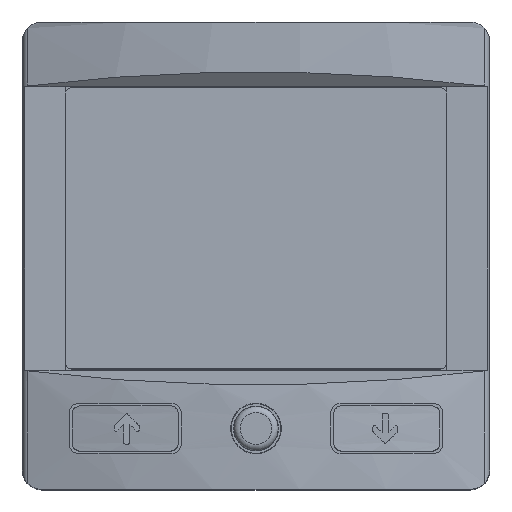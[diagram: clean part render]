
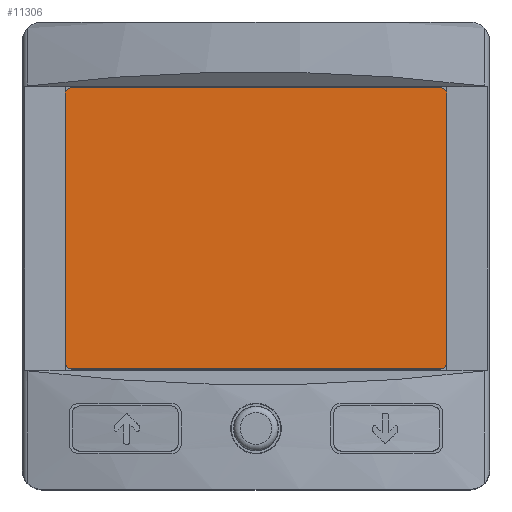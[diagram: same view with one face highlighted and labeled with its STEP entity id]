
A CAD part, top view. The second image highlights one B-rep face of the part: STEP entity #11306.
In plain terms, the highlighted planar face has unit normal (0, 0, 1).
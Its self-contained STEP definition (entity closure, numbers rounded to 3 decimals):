
#129=CIRCLE('',#11816,0.4);
#130=CIRCLE('',#11819,0.4);
#131=CIRCLE('',#11822,0.4);
#132=CIRCLE('',#11825,0.4);
#839=ORIENTED_EDGE('',*,*,#3002,.T.);
#840=ORIENTED_EDGE('',*,*,#3005,.T.);
#841=ORIENTED_EDGE('',*,*,#3007,.T.);
#842=ORIENTED_EDGE('',*,*,#3009,.T.);
#843=ORIENTED_EDGE('',*,*,#3011,.T.);
#844=ORIENTED_EDGE('',*,*,#3013,.T.);
#845=ORIENTED_EDGE('',*,*,#3015,.T.);
#846=ORIENTED_EDGE('',*,*,#3016,.T.);
#3002=EDGE_CURVE('',#4104,#4103,#4834,.T.);
#3005=EDGE_CURVE('',#4103,#4105,#129,.T.);
#3007=EDGE_CURVE('',#4105,#4106,#4838,.T.);
#3009=EDGE_CURVE('',#4106,#4107,#130,.T.);
#3011=EDGE_CURVE('',#4107,#4108,#4841,.T.);
#3013=EDGE_CURVE('',#4108,#4109,#131,.T.);
#3015=EDGE_CURVE('',#4109,#4110,#4844,.T.);
#3016=EDGE_CURVE('',#4110,#4104,#132,.T.);
#4103=VERTEX_POINT('',#15490);
#4104=VERTEX_POINT('',#15492);
#4105=VERTEX_POINT('',#15496);
#4106=VERTEX_POINT('',#15500);
#4107=VERTEX_POINT('',#15504);
#4108=VERTEX_POINT('',#15508);
#4109=VERTEX_POINT('',#15512);
#4110=VERTEX_POINT('',#15516);
#4834=LINE('',#15491,#5849);
#4838=LINE('',#15501,#5853);
#4841=LINE('',#15509,#5856);
#4844=LINE('',#15517,#5859);
#5849=VECTOR('',#12841,1000.);
#5853=VECTOR('',#12851,1000.);
#5856=VECTOR('',#12860,1000.);
#5859=VECTOR('',#12869,1000.);
#6614=EDGE_LOOP('',(#839,#840,#841,#842,#843,#844,#845,#846));
#7157=FACE_BOUND('',#6614,.T.);
#7621=PLANE('',#11826);
#11306=ADVANCED_FACE('',(#7157),#7621,.T.);
#11816=AXIS2_PLACEMENT_3D('',#15497,#12846,#12847);
#11819=AXIS2_PLACEMENT_3D('',#15505,#12855,#12856);
#11822=AXIS2_PLACEMENT_3D('',#15513,#12864,#12865);
#11825=AXIS2_PLACEMENT_3D('',#15519,#12872,#12873);
#11826=AXIS2_PLACEMENT_3D('',#15520,#12874,#12875);
#12841=DIRECTION('',(0.,-1.,0.));
#12846=DIRECTION('',(0.,0.,1.));
#12847=DIRECTION('',(1.,0.,0.));
#12851=DIRECTION('',(1.,0.,0.));
#12855=DIRECTION('',(0.,0.,1.));
#12856=DIRECTION('',(1.,0.,0.));
#12860=DIRECTION('',(0.,1.,0.));
#12864=DIRECTION('',(0.,0.,1.));
#12865=DIRECTION('',(1.,0.,0.));
#12869=DIRECTION('',(-1.,0.,0.));
#12872=DIRECTION('',(0.,0.,1.));
#12873=DIRECTION('',(1.,0.,0.));
#12874=DIRECTION('',(0.,0.,1.));
#12875=DIRECTION('',(1.,0.,0.));
#15490=CARTESIAN_POINT('',(-12.25,-6.875,25.5));
#15491=CARTESIAN_POINT('',(-12.25,10.375,25.5));
#15492=CARTESIAN_POINT('',(-12.25,10.375,25.5));
#15496=CARTESIAN_POINT('',(-11.85,-7.275,25.5));
#15497=CARTESIAN_POINT('',(-11.85,-6.875,25.5));
#15500=CARTESIAN_POINT('',(11.85,-7.275,25.5));
#15501=CARTESIAN_POINT('',(-11.85,-7.275,25.5));
#15504=CARTESIAN_POINT('',(12.25,-6.875,25.5));
#15505=CARTESIAN_POINT('',(11.85,-6.875,25.5));
#15508=CARTESIAN_POINT('',(12.25,10.375,25.5));
#15509=CARTESIAN_POINT('',(12.25,-6.875,25.5));
#15512=CARTESIAN_POINT('',(11.85,10.775,25.5));
#15513=CARTESIAN_POINT('',(11.85,10.375,25.5));
#15516=CARTESIAN_POINT('',(-11.85,10.775,25.5));
#15517=CARTESIAN_POINT('',(11.85,10.775,25.5));
#15519=CARTESIAN_POINT('',(-11.85,10.375,25.5));
#15520=CARTESIAN_POINT('',(-11.85,-6.875,25.5));
